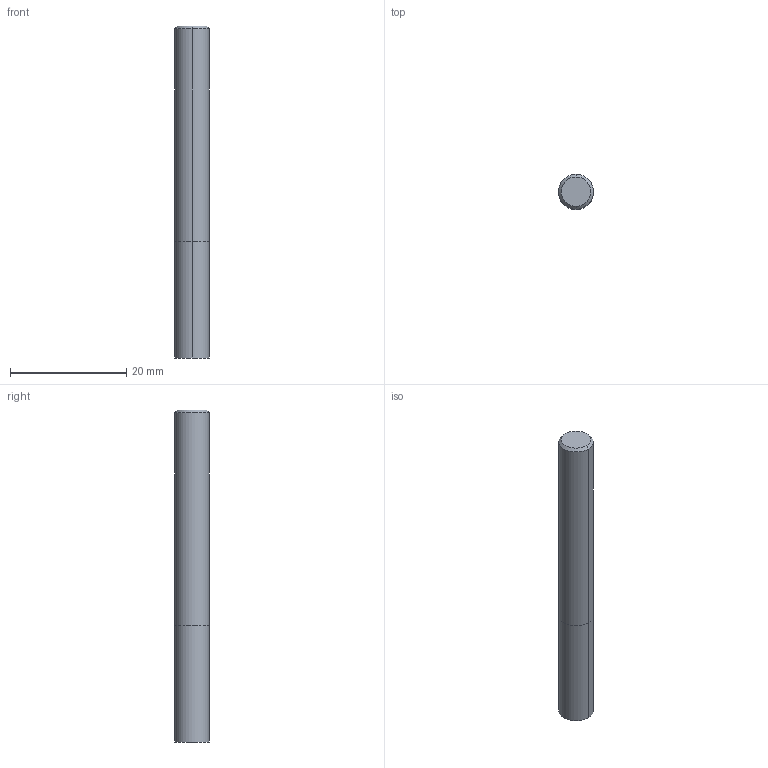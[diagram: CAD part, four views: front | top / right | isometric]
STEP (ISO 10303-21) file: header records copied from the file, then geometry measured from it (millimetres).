
FILE_DESCRIPTION(('STEP AP214'),'1');
FILE_NAME('31155149_EDE43.stp','2024-07-04T09:38:59',(' '),(' '),'Spatial InterOp 3D',' ',' ');
FILE_SCHEMA(('AUTOMOTIVE_DESIGN { 1 0 10303 214 1 1 1 1 }'));
Length unit declared in the file: millimetre
Products named in the file (1): 1
Bounding box: 6 x 6 x 57 mm (x, y, z)
Volume: 1609.6 mm3; surface area: 1181.9 mm2
Topology: 2 solids, 2 shells, 10 faces, 2657 edges, 3299 vertices
Faces by surface type: cylinder 4, plane 4, cone 2
Entity records: 20101 total; most frequent: DIRECTION 2695, CARTESIAN_POINT 2683, LINE 2647, VECTOR 2647, COMPOSITE_CURVE_SEGMENT 2641, TRIMMED_CURVE 2641, STYLED_ITEM 661, PRESENTATION_STYLE_ASSIGNMENT 661
